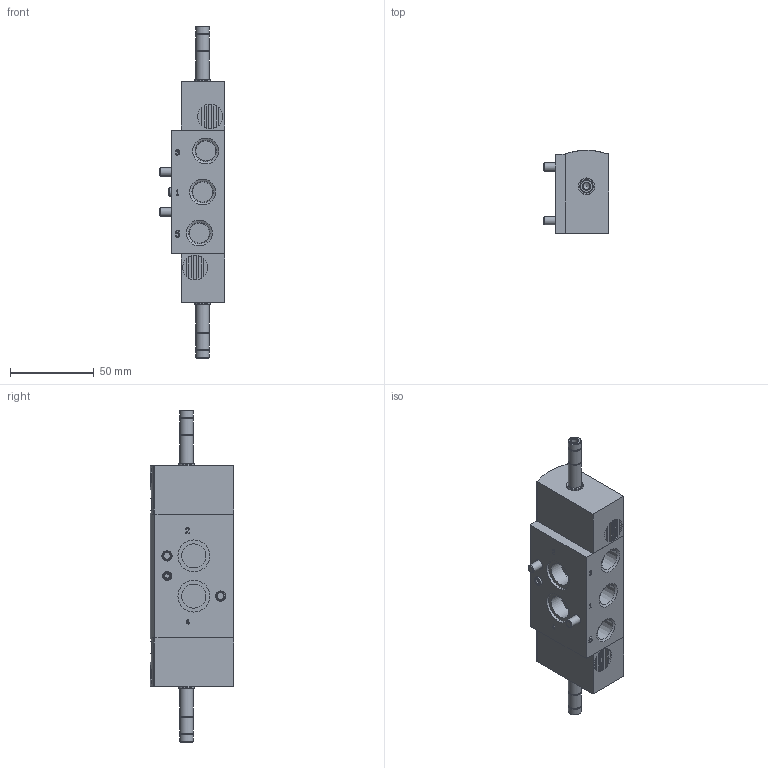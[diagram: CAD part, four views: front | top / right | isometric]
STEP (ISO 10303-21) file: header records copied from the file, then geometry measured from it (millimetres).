
FILE_DESCRIPTION(/* description */ ('STEP AP214'),/* implementation_level */ '2;1');
FILE_NAME(/* name */ '577266_VSNC-F-P53E-MD-N14-F8',/* time_stamp */ '2024-09-17T05:15:35+02:00',/* author */ ('License CC BY-ND 4.0'),/* organization */ ('CADENAS'),/* preprocessor_version */ 'ST-DEVELOPER v19.3',/* originating_system */ 'PARTsolutions',/* authorisation */ ' ');
FILE_SCHEMA (('AUTOMOTIVE_DESIGN {1 0 10303 214 3 1 1}'));
Length unit declared in the file: millimetre
Products named in the file (4): 577266 VSNC-F-P53E-MD-N14-F8; 8026033 VSNC-F-P53E-MD-N14-F8---(geh); DIN-913 - M5x10; DIN-912 - M5x33.5(F)
Assembly tree (4 placements, depth 2):
  577266 VSNC-F-P53E-MD-N14-F8
    8026033 VSNC-F-P53E-MD-N14-F8---(geh)
    DIN-913 - M5x10
    DIN-912 - M5x33.5(F)  x2
Bounding box: 39.1 x 49.8 x 198.2 mm (x, y, z)
Volume: 181504.6 mm3; surface area: 31688.9 mm2
Topology: 4 solids, 4 shells, 402 faces, 933 edges, 597 vertices
Faces by surface type: plane 238, cylinder 111, cone 47, torus 6
Full cylindrical faces by diameter (mm): 4.134 x2, 5 x3, 5.5 x2, 7.1 x2, 8 x6, 8.5 x2, 10 x4, 14.4 x2, 19 x2
Entity records: 12842 total; most frequent: DIRECTION 1840, CARTESIAN_POINT 1832, ORIENTED_EDGE 1646, EDGE_CURVE 823, AXIS2_PLACEMENT_3D 656, VERTEX_POINT 568, LINE 528, VECTOR 528
